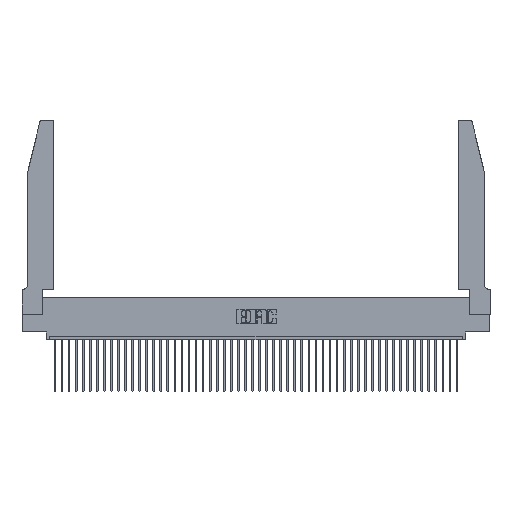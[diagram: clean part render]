
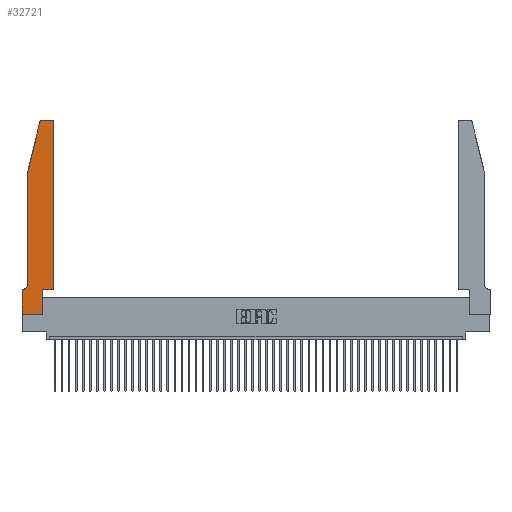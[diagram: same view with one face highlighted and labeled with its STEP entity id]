
A CAD part, top view. The second image highlights one B-rep face of the part: STEP entity #32721.
In plain terms, the highlighted planar face has unit normal (0, 0, 1).
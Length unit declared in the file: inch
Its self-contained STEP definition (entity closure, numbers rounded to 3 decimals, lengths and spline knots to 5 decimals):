
#55 = ORIENTED_EDGE ( 'NONE', *, *, #3118, .T. ) ;
#245 = DIRECTION ( 'NONE',  ( 1., 0., 0. ) ) ;
#283 = EDGE_CURVE ( 'NONE', #29927, #15575, #9164, .T. ) ;
#787 = CIRCLE ( 'NONE', #38761, 0.03 ) ;
#1222 = DIRECTION ( 'NONE',  ( 0., -1., 0. ) ) ;
#2659 = DIRECTION ( 'NONE',  ( 0., 1., 0. ) ) ;
#2963 = VECTOR ( 'NONE', #36306, 39.37008 ) ;
#3118 = EDGE_CURVE ( 'NONE', #35420, #37964, #17802, .T. ) ;
#3658 = EDGE_CURVE ( 'NONE', #37964, #42018, #32875, .T. ) ;
#5019 = CARTESIAN_POINT ( 'NONE',  ( 0.0055, 0.42, 0.37 ) ) ;
#6287 = VECTOR ( 'NONE', #16111, 39.37008 ) ;
#6556 = LINE ( 'NONE', #19233, #12113 ) ;
#6706 = VECTOR ( 'NONE', #2659, 39.37008 ) ;
#7646 = ORIENTED_EDGE ( 'NONE', *, *, #29837, .T. ) ;
#7834 = LINE ( 'NONE', #13214, #6287 ) ;
#8079 = ORIENTED_EDGE ( 'NONE', *, *, #25995, .T. ) ;
#8465 = DIRECTION ( 'NONE',  ( -1., 0., 0. ) ) ;
#9060 = EDGE_LOOP ( 'NONE', ( #55, #19467, #13072, #15648, #8079, #21278, #28419, #14315, #7646, #32082, #15368, #14440 ) ) ;
#9164 = LINE ( 'NONE', #30470, #13659 ) ;
#9464 = CARTESIAN_POINT ( 'NONE',  ( 0.0755, 0.42, 0.37 ) ) ;
#10757 = DIRECTION ( 'NONE',  ( 0., 0., 1. ) ) ;
#11495 = VERTEX_POINT ( 'NONE', #33439 ) ;
#11967 = CARTESIAN_POINT ( 'NONE',  ( 0.2865, 0., 0.37 ) ) ;
#12113 = VECTOR ( 'NONE', #1222, 39.37008 ) ;
#13072 = ORIENTED_EDGE ( 'NONE', *, *, #25703, .T. ) ;
#13214 = CARTESIAN_POINT ( 'NONE',  ( 0., 0., 0.37 ) ) ;
#13264 = CARTESIAN_POINT ( 'NONE',  ( 0.4505, 2.72, 0.37 ) ) ;
#13640 = VECTOR ( 'NONE', #40709, 39.37008 ) ;
#13659 = VECTOR ( 'NONE', #27655, 39.37008 ) ;
#14043 = EDGE_CURVE ( 'NONE', #22506, #43083, #6556, .T. ) ;
#14315 = ORIENTED_EDGE ( 'NONE', *, *, #43162, .T. ) ;
#14440 = ORIENTED_EDGE ( 'NONE', *, *, #44370, .T. ) ;
#15368 = ORIENTED_EDGE ( 'NONE', *, *, #33838, .T. ) ;
#15575 = VERTEX_POINT ( 'NONE', #22918 ) ;
#15635 = CARTESIAN_POINT ( 'NONE',  ( 0.0755, 2., 0.37 ) ) ;
#15648 = ORIENTED_EDGE ( 'NONE', *, *, #14043, .T. ) ;
#16111 = DIRECTION ( 'NONE',  ( 0., -1., 0. ) ) ;
#16208 = CARTESIAN_POINT ( 'NONE',  ( 0.0755, 2., 0.37 ) ) ;
#17240 = VERTEX_POINT ( 'NONE', #17339 ) ;
#17248 = CARTESIAN_POINT ( 'NONE',  ( 0., 0., 0.37 ) ) ;
#17339 = CARTESIAN_POINT ( 'NONE',  ( 0., 0., 0.37 ) ) ;
#17448 = DIRECTION ( 'NONE',  ( 1., 0., 0. ) ) ;
#17714 = CARTESIAN_POINT ( 'NONE',  ( 0.2605, 2.75, 0.37 ) ) ;
#17802 = LINE ( 'NONE', #17714, #37424 ) ;
#17806 = DIRECTION ( 'NONE',  ( -1., 0., 0. ) ) ;
#18485 = VERTEX_POINT ( 'NONE', #40215 ) ;
#19147 = LINE ( 'NONE', #26884, #13640 ) ;
#19233 = CARTESIAN_POINT ( 'NONE',  ( 0.0755, 2., 0.37 ) ) ;
#19467 = ORIENTED_EDGE ( 'NONE', *, *, #3658, .T. ) ;
#20398 = CARTESIAN_POINT ( 'NONE',  ( 0., 0.35, 0.37 ) ) ;
#21278 = ORIENTED_EDGE ( 'NONE', *, *, #283, .T. ) ;
#21401 = CARTESIAN_POINT ( 'NONE',  ( 0.284, 2.72, 0.37 ) ) ;
#21458 = VERTEX_POINT ( 'NONE', #13264 ) ;
#22152 = VERTEX_POINT ( 'NONE', #11967 ) ;
#22506 = VERTEX_POINT ( 'NONE', #15635 ) ;
#22918 = CARTESIAN_POINT ( 'NONE',  ( 0., 0.35, 0.37 ) ) ;
#25703 = EDGE_CURVE ( 'NONE', #42018, #22506, #38365, .T. ) ;
#25891 = CIRCLE ( 'NONE', #38141, 0.07 ) ;
#25995 = EDGE_CURVE ( 'NONE', #43083, #29927, #25891, .T. ) ;
#26053 = CARTESIAN_POINT ( 'NONE',  ( 0.284, 2.75, 0.37 ) ) ;
#26625 = AXIS2_PLACEMENT_3D ( 'NONE', #21401, #32277, #245 ) ;
#26884 = CARTESIAN_POINT ( 'NONE',  ( 0.4505, 0.35, 0.37 ) ) ;
#27323 = DIRECTION ( 'NONE',  ( 0., 0., 1. ) ) ;
#27655 = DIRECTION ( 'NONE',  ( -1., 0., 0. ) ) ;
#28419 = ORIENTED_EDGE ( 'NONE', *, *, #37539, .T. ) ;
#28697 = CARTESIAN_POINT ( 'NONE',  ( 0.4205, 2.72, 0.37 ) ) ;
#29837 = EDGE_CURVE ( 'NONE', #22152, #11495, #41416, .T. ) ;
#29922 = DIRECTION ( 'NONE',  ( -0.239, -0.971, 0. ) ) ;
#29927 = VERTEX_POINT ( 'NONE', #39074 ) ;
#30216 = DIRECTION ( 'NONE',  ( 0., 0., -1. ) ) ;
#30470 = CARTESIAN_POINT ( 'NONE',  ( 0.0755, 0.35, 0.37 ) ) ;
#32082 = ORIENTED_EDGE ( 'NONE', *, *, #35823, .T. ) ;
#32277 = DIRECTION ( 'NONE',  ( 0., 0., 1. ) ) ;
#32721 = ADVANCED_FACE ( 'NONE', ( #39501 ), #45055, .T. ) ;
#32875 = CIRCLE ( 'NONE', #26625, 0.03 ) ;
#33439 = CARTESIAN_POINT ( 'NONE',  ( 0.2865, 0.35, 0.37 ) ) ;
#33836 = AXIS2_PLACEMENT_3D ( 'NONE', #20398, #27323, #45206 ) ;
#33838 = EDGE_CURVE ( 'NONE', #18485, #21458, #41049, .T. ) ;
#35214 = LINE ( 'NONE', #17248, #40777 ) ;
#35420 = VERTEX_POINT ( 'NONE', #41507 ) ;
#35823 = EDGE_CURVE ( 'NONE', #11495, #18485, #19147, .T. ) ;
#36306 = DIRECTION ( 'NONE',  ( 0., 1., 0. ) ) ;
#37424 = VECTOR ( 'NONE', #17806, 39.37008 ) ;
#37539 = EDGE_CURVE ( 'NONE', #15575, #17240, #7834, .T. ) ;
#37964 = VERTEX_POINT ( 'NONE', #26053 ) ;
#38141 = AXIS2_PLACEMENT_3D ( 'NONE', #5019, #30216, #8465 ) ;
#38365 = LINE ( 'NONE', #16208, #41760 ) ;
#38761 = AXIS2_PLACEMENT_3D ( 'NONE', #28697, #10757, #17448 ) ;
#39074 = CARTESIAN_POINT ( 'NONE',  ( 0.0055, 0.35, 0.37 ) ) ;
#39501 = FACE_OUTER_BOUND ( 'NONE', #9060, .T. ) ;
#40215 = CARTESIAN_POINT ( 'NONE',  ( 0.4505, 0.35, 0.37 ) ) ;
#40709 = DIRECTION ( 'NONE',  ( 1., 0., 0. ) ) ;
#40777 = VECTOR ( 'NONE', #42933, 39.37008 ) ;
#41049 = LINE ( 'NONE', #43361, #2963 ) ;
#41416 = LINE ( 'NONE', #46323, #6706 ) ;
#41507 = CARTESIAN_POINT ( 'NONE',  ( 0.4205, 2.75, 0.37 ) ) ;
#41760 = VECTOR ( 'NONE', #29922, 39.37008 ) ;
#42018 = VERTEX_POINT ( 'NONE', #43596 ) ;
#42933 = DIRECTION ( 'NONE',  ( 1., 0., 0. ) ) ;
#43083 = VERTEX_POINT ( 'NONE', #9464 ) ;
#43162 = EDGE_CURVE ( 'NONE', #17240, #22152, #35214, .T. ) ;
#43361 = CARTESIAN_POINT ( 'NONE',  ( 0.4505, 0.35, 0.37 ) ) ;
#43596 = CARTESIAN_POINT ( 'NONE',  ( 0.25487, 2.72718, 0.37 ) ) ;
#44370 = EDGE_CURVE ( 'NONE', #21458, #35420, #787, .T. ) ;
#45055 = PLANE ( 'NONE',  #33836 ) ;
#45206 = DIRECTION ( 'NONE',  ( 1., 0., 0. ) ) ;
#46323 = CARTESIAN_POINT ( 'NONE',  ( 0.2865, 0.35, 0.37 ) ) ;
